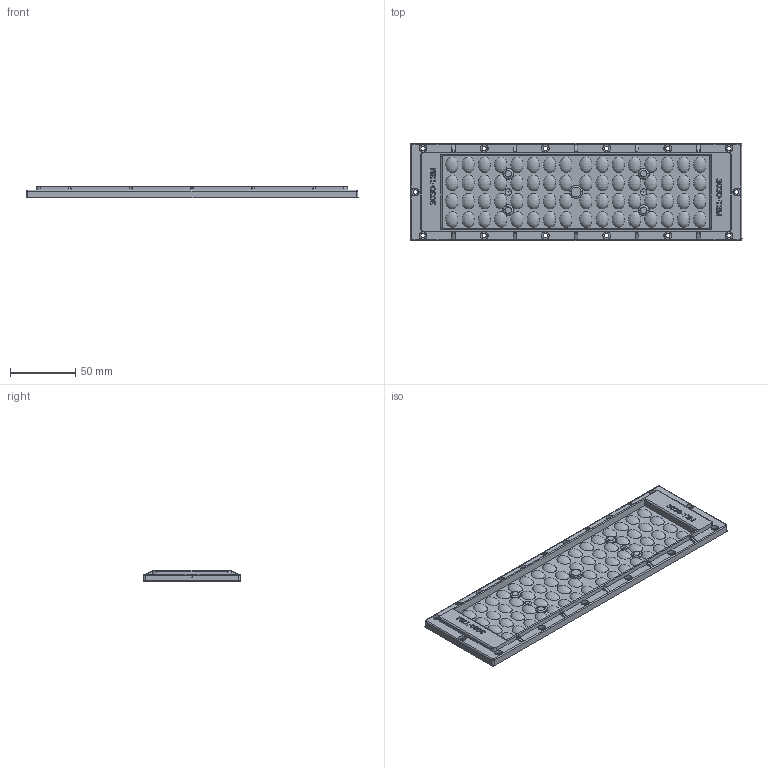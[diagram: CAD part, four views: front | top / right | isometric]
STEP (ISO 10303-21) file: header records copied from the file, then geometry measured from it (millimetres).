
FILE_DESCRIPTION((''),'2;1');
FILE_NAME('3030-64H1-T2M-1','2022-06-28T',('123'),(''),'PRO/ENGINEER BY PARAMETRIC TECHNOLOGY CORPORATION, 2011310','PRO/ENGINEER BY PARAMETRIC TECHNOLOGY CORPORATION, 2011310','');
FILE_SCHEMA(('CONFIG_CONTROL_DESIGN'));
Products named in the file (1): 3030-64H1-T2M-1
Bounding box: 255 x 74.98 x 9.1 mm (x, y, z)
Surface area: 55704.5 mm2 (no closed solid volume)
Topology: 0 solids, 1 shells, 1771 faces, 5069 edges, 3068 vertices
Faces by surface type: plane 962, sphere 363, bspline 286, cylinder 76, cone 70, torus 14
Entity records: 120949 total; most frequent: CARTESIAN_POINT 80397, ORIENTED_EDGE 9222, DIRECTION 6704, EDGE_CURVE 4611, VERTEX_POINT 3069, VECTOR 2714, LINE 2714, EDGE_LOOP 2026
